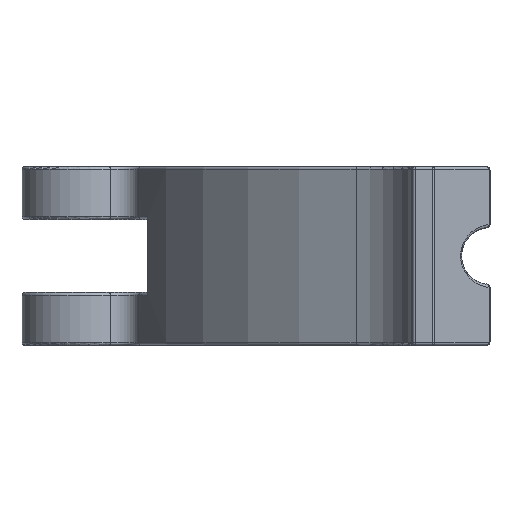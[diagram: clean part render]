
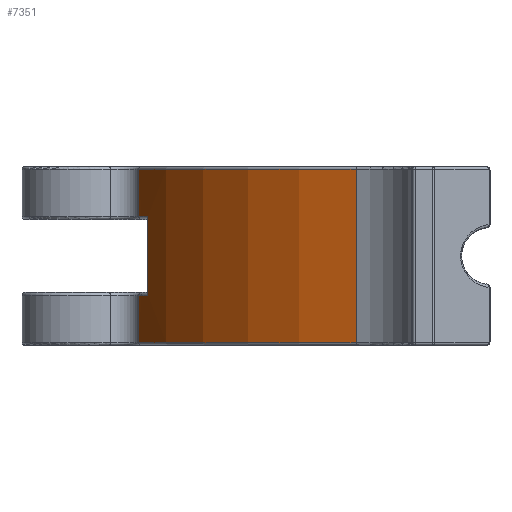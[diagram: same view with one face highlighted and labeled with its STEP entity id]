
A CAD part, front view. The second image highlights one B-rep face of the part: STEP entity #7351.
In plain terms, the highlighted cylindrical face has radius 47 mm (diameter 94 mm), a partial arc.
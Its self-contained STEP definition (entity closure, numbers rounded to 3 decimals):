
#124 = VERTEX_POINT ( 'NONE', #4899 ) ;
#325 = AXIS2_PLACEMENT_3D ( 'NONE', #7819, #8293, #5822 ) ;
#411 = VERTEX_POINT ( 'NONE', #3204 ) ;
#690 = CARTESIAN_POINT ( 'NONE',  ( -43.839, -16.946, 15.9 ) ) ;
#717 = AXIS2_PLACEMENT_3D ( 'NONE', #6595, #836, #4015 ) ;
#787 = EDGE_LOOP ( 'NONE', ( #3145, #7728, #6534, #2565, #1159, #7675, #1778, #1645, #1309, #7577 ) ) ;
#836 = DIRECTION ( 'NONE',  ( 0., 0., 1. ) ) ;
#958 = VERTEX_POINT ( 'NONE', #5795 ) ;
#1159 = ORIENTED_EDGE ( 'NONE', *, *, #2272, .T. ) ;
#1192 = VERTEX_POINT ( 'NONE', #2431 ) ;
#1217 = EDGE_CURVE ( 'NONE', #7889, #958, #5222, .T. ) ;
#1255 = CARTESIAN_POINT ( 'NONE',  ( -42.743, -19.545, 15.9 ) ) ;
#1309 = ORIENTED_EDGE ( 'NONE', *, *, #1605, .T. ) ;
#1420 = CARTESIAN_POINT ( 'NONE',  ( -42.725, -19.585, 15.754 ) ) ;
#1605 = EDGE_CURVE ( 'NONE', #5117, #7889, #3547, .T. ) ;
#1645 = ORIENTED_EDGE ( 'NONE', *, *, #5417, .T. ) ;
#1778 = ORIENTED_EDGE ( 'NONE', *, *, #8138, .T. ) ;
#1828 = DIRECTION ( 'NONE',  ( 1., 0., 0. ) ) ;
#1959 = DIRECTION ( 'NONE',  ( 0., 0., -1. ) ) ;
#2071 = AXIS2_PLACEMENT_3D ( 'NONE', #2178, #2223, #4208 ) ;
#2178 = CARTESIAN_POINT ( 'NONE',  ( 0., 0., 22. ) ) ;
#2223 = DIRECTION ( 'NONE',  ( 0., 0., -1. ) ) ;
#2272 = EDGE_CURVE ( 'NONE', #124, #2546, #6267, .T. ) ;
#2274 = CARTESIAN_POINT ( 'NONE',  ( -43.839, -16.946, 22. ) ) ;
#2431 = CARTESIAN_POINT ( 'NONE',  ( -17.017, -43.811, 0.3 ) ) ;
#2436 = EDGE_CURVE ( 'NONE', #2546, #3012, #3329, .T. ) ;
#2482 = VECTOR ( 'NONE', #5225, 1000. ) ;
#2502 = CARTESIAN_POINT ( 'NONE',  ( -42.731, -19.572, 6.142 ) ) ;
#2529 = CARTESIAN_POINT ( 'NONE',  ( -42.725, -19.585, 22. ) ) ;
#2546 = VERTEX_POINT ( 'NONE', #690 ) ;
#2565 = ORIENTED_EDGE ( 'NONE', *, *, #6929, .T. ) ;
#2716 = CARTESIAN_POINT ( 'NONE',  ( -42.725, -19.585, 15.806 ) ) ;
#2941 = CARTESIAN_POINT ( 'NONE',  ( -43.839, -16.946, 22. ) ) ;
#3012 = VERTEX_POINT ( 'NONE', #1255 ) ;
#3108 = CARTESIAN_POINT ( 'NONE',  ( -42.725, -19.585, 6.246 ) ) ;
#3145 = ORIENTED_EDGE ( 'NONE', *, *, #5258, .T. ) ;
#3204 = CARTESIAN_POINT ( 'NONE',  ( -17.017, -43.811, 21.7 ) ) ;
#3329 = CIRCLE ( 'NONE', #325, 47. ) ;
#3371 = CARTESIAN_POINT ( 'NONE',  ( -42.743, -19.545, 15.9 ) ) ;
#3519 = VERTEX_POINT ( 'NONE', #1420 ) ;
#3547 = B_SPLINE_CURVE_WITH_KNOTS ( 'NONE', 3,
 ( #3108, #8329, #2502, #5817 ),
 .UNSPECIFIED., .F., .F.,
 ( 4, 4 ),
 ( 0., 0. ),
 .UNSPECIFIED. ) ;
#3797 = CARTESIAN_POINT ( 'NONE',  ( -43.839, -16.946, 0.3 ) ) ;
#3932 = CARTESIAN_POINT ( 'NONE',  ( 0., 0., 21.7 ) ) ;
#4015 = DIRECTION ( 'NONE',  ( 1., 0., 0. ) ) ;
#4069 = CYLINDRICAL_SURFACE ( 'NONE', #2071, 47. ) ;
#4084 = VERTEX_POINT ( 'NONE', #3797 ) ;
#4208 = DIRECTION ( 'NONE',  ( -1., 0., 0. ) ) ;
#4422 = AXIS2_PLACEMENT_3D ( 'NONE', #3932, #1959, #1828 ) ;
#4693 = VECTOR ( 'NONE', #7537, 1000. ) ;
#4696 = CARTESIAN_POINT ( 'NONE',  ( -42.725, -19.585, 15.754 ) ) ;
#4899 = CARTESIAN_POINT ( 'NONE',  ( -43.839, -16.946, 21.7 ) ) ;
#5117 = VERTEX_POINT ( 'NONE', #6113 ) ;
#5138 = DIRECTION ( 'NONE',  ( -1., 0., 0. ) ) ;
#5145 = CARTESIAN_POINT ( 'NONE',  ( -17.017, -43.811, 22. ) ) ;
#5183 = LINE ( 'NONE', #5145, #2482 ) ;
#5222 = CIRCLE ( 'NONE', #7157, 47. ) ;
#5225 = DIRECTION ( 'NONE',  ( 0., 0., -1. ) ) ;
#5245 = CIRCLE ( 'NONE', #4422, 47. ) ;
#5258 = EDGE_CURVE ( 'NONE', #958, #4084, #6245, .T. ) ;
#5417 = EDGE_CURVE ( 'NONE', #3519, #5117, #7207, .T. ) ;
#5500 = FACE_OUTER_BOUND ( 'NONE', #787, .T. ) ;
#5745 = CARTESIAN_POINT ( 'NONE',  ( 0., 0., 6.1 ) ) ;
#5795 = CARTESIAN_POINT ( 'NONE',  ( -43.839, -16.946, 6.1 ) ) ;
#5817 = CARTESIAN_POINT ( 'NONE',  ( -42.743, -19.545, 6.1 ) ) ;
#5822 = DIRECTION ( 'NONE',  ( 1., 0., 0. ) ) ;
#5998 = CARTESIAN_POINT ( 'NONE',  ( -42.731, -19.572, 15.857 ) ) ;
#6081 = CIRCLE ( 'NONE', #717, 47. ) ;
#6113 = CARTESIAN_POINT ( 'NONE',  ( -42.725, -19.585, 6.246 ) ) ;
#6245 = LINE ( 'NONE', #2274, #8280 ) ;
#6267 = LINE ( 'NONE', #2941, #4693 ) ;
#6534 = ORIENTED_EDGE ( 'NONE', *, *, #7530, .F. ) ;
#6595 = CARTESIAN_POINT ( 'NONE',  ( 0., 0., 0.3 ) ) ;
#6733 = VECTOR ( 'NONE', #7723, 1000. ) ;
#6929 = EDGE_CURVE ( 'NONE', #411, #124, #5245, .T. ) ;
#7039 = EDGE_CURVE ( 'NONE', #4084, #1192, #6081, .T. ) ;
#7157 = AXIS2_PLACEMENT_3D ( 'NONE', #5745, #8468, #5138 ) ;
#7207 = LINE ( 'NONE', #2529, #6733 ) ;
#7351 = ADVANCED_FACE ( 'NONE', ( #5500 ), #4069, .T. ) ;
#7530 = EDGE_CURVE ( 'NONE', #411, #1192, #5183, .T. ) ;
#7537 = DIRECTION ( 'NONE',  ( 0., 0., -1. ) ) ;
#7577 = ORIENTED_EDGE ( 'NONE', *, *, #1217, .T. ) ;
#7675 = ORIENTED_EDGE ( 'NONE', *, *, #2436, .T. ) ;
#7723 = DIRECTION ( 'NONE',  ( 0., 0., -1. ) ) ;
#7728 = ORIENTED_EDGE ( 'NONE', *, *, #7039, .T. ) ;
#7819 = CARTESIAN_POINT ( 'NONE',  ( 0., 0., 15.9 ) ) ;
#7889 = VERTEX_POINT ( 'NONE', #8261 ) ;
#8094 = B_SPLINE_CURVE_WITH_KNOTS ( 'NONE', 3,
 ( #3371, #5998, #2716, #4696 ),
 .UNSPECIFIED., .F., .F.,
 ( 4, 4 ),
 ( 0., 0. ),
 .UNSPECIFIED. ) ;
#8138 = EDGE_CURVE ( 'NONE', #3012, #3519, #8094, .T. ) ;
#8229 = DIRECTION ( 'NONE',  ( 0., 0., -1. ) ) ;
#8261 = CARTESIAN_POINT ( 'NONE',  ( -42.743, -19.545, 6.1 ) ) ;
#8280 = VECTOR ( 'NONE', #8229, 1000. ) ;
#8293 = DIRECTION ( 'NONE',  ( 0., 0., 1. ) ) ;
#8329 = CARTESIAN_POINT ( 'NONE',  ( -42.725, -19.585, 6.194 ) ) ;
#8468 = DIRECTION ( 'NONE',  ( 0., 0., -1. ) ) ;
